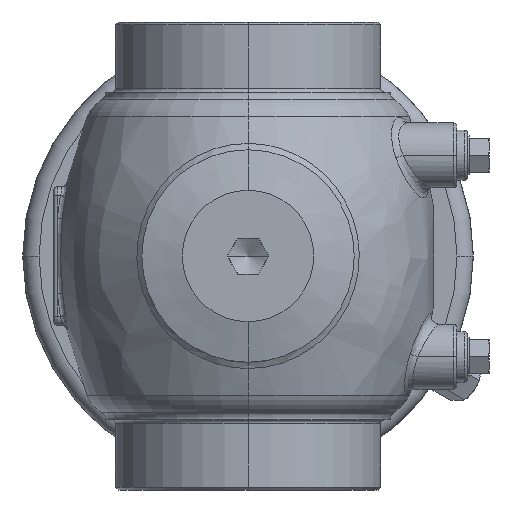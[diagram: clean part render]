
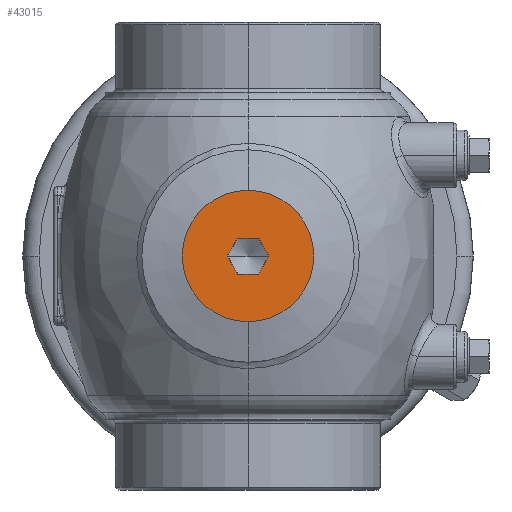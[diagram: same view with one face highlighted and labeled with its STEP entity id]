
A CAD part, left-side view. The second image highlights one B-rep face of the part: STEP entity #43015.
In plain terms, the highlighted planar face has unit normal (-1, 0, 0).
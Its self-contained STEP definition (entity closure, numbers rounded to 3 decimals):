
#15609=CARTESIAN_POINT('',(-183.2,0.,0.));
#15610=DIRECTION('',(-1.,0.,0.));
#15611=DIRECTION('',(0.,0.,-1.));
#15612=AXIS2_PLACEMENT_3D('',#15609,#15610,#15611);
#15614=CARTESIAN_POINT('',(-183.2,0.,0.));
#15615=DIRECTION('',(1.,0.,0.));
#15616=DIRECTION('',(0.,0.,-1.));
#15617=AXIS2_PLACEMENT_3D('',#15614,#15615,#15616);
#15619=DIRECTION('',(0.,0.5,0.866));
#15620=VECTOR('',#15619,5.774);
#15621=CARTESIAN_POINT('',(-183.2,-5.774,0.));
#15622=LINE('',#15621,#15620);
#15623=DIRECTION('',(0.,1.,0.));
#15624=VECTOR('',#15623,5.773);
#15625=CARTESIAN_POINT('',(-183.2,-2.886,5.));
#15626=LINE('',#15625,#15624);
#15627=DIRECTION('',(0.,0.5,-0.866));
#15628=VECTOR('',#15627,5.774);
#15629=CARTESIAN_POINT('',(-183.2,2.886,5.));
#15630=LINE('',#15629,#15628);
#15631=DIRECTION('',(0.,-0.5,-0.866));
#15632=VECTOR('',#15631,5.774);
#15633=CARTESIAN_POINT('',(-183.2,5.774,0.));
#15634=LINE('',#15633,#15632);
#15635=DIRECTION('',(0.,-1.,0.));
#15636=VECTOR('',#15635,5.773);
#15637=CARTESIAN_POINT('',(-183.2,2.886,-5.));
#15638=LINE('',#15637,#15636);
#15639=DIRECTION('',(0.,-0.5,0.866));
#15640=VECTOR('',#15639,5.774);
#15641=CARTESIAN_POINT('',(-183.2,-2.886,-5.));
#15642=LINE('',#15641,#15640);
#19425=CARTESIAN_POINT('',(-183.2,0.,-18.25));
#19426=VERTEX_POINT('',#19425);
#19431=CARTESIAN_POINT('',(-183.2,0.,18.25));
#19432=VERTEX_POINT('',#19431);
#19433=CARTESIAN_POINT('',(-183.2,-5.774,0.));
#19434=CARTESIAN_POINT('',(-183.2,-2.886,5.));
#19435=VERTEX_POINT('',#19433);
#19436=VERTEX_POINT('',#19434);
#19437=CARTESIAN_POINT('',(-183.2,2.886,5.));
#19438=VERTEX_POINT('',#19437);
#19439=CARTESIAN_POINT('',(-183.2,5.774,0.));
#19440=VERTEX_POINT('',#19439);
#19441=CARTESIAN_POINT('',(-183.2,2.886,-5.));
#19442=VERTEX_POINT('',#19441);
#19443=CARTESIAN_POINT('',(-183.2,-2.886,-5.));
#19444=VERTEX_POINT('',#19443);
#42992=CARTESIAN_POINT('',(-183.2,0.,0.));
#42993=DIRECTION('',(1.,0.,0.));
#42994=DIRECTION('',(0.,0.,1.));
#42995=AXIS2_PLACEMENT_3D('',#42992,#42993,#42994);
#42996=PLANE('',#42995);
#42997=ORIENTED_EDGE('',*,*,#42985,.F.);
#42998=ORIENTED_EDGE('',*,*,#42974,.T.);
#42999=EDGE_LOOP('',(#42997,#42998));
#43000=FACE_OUTER_BOUND('',#42999,.F.);
#43002=ORIENTED_EDGE('',*,*,#43001,.T.);
#43004=ORIENTED_EDGE('',*,*,#43003,.T.);
#43006=ORIENTED_EDGE('',*,*,#43005,.T.);
#43008=ORIENTED_EDGE('',*,*,#43007,.T.);
#43010=ORIENTED_EDGE('',*,*,#43009,.T.);
#43012=ORIENTED_EDGE('',*,*,#43011,.T.);
#43013=EDGE_LOOP('',(#43002,#43004,#43006,#43008,#43010,#43012));
#43014=FACE_BOUND('',#43013,.F.);
#43015=ADVANCED_FACE('',(#43000,#43014),#42996,.F.);
#15613=CIRCLE('',#15612,18.25);
#15618=CIRCLE('',#15617,18.25);
#42974=EDGE_CURVE('',#19426,#19432,#15618,.T.);
#42985=EDGE_CURVE('',#19426,#19432,#15613,.T.);
#43001=EDGE_CURVE('',#19435,#19436,#15622,.T.);
#43003=EDGE_CURVE('',#19436,#19438,#15626,.T.);
#43005=EDGE_CURVE('',#19438,#19440,#15630,.T.);
#43007=EDGE_CURVE('',#19440,#19442,#15634,.T.);
#43009=EDGE_CURVE('',#19442,#19444,#15638,.T.);
#43011=EDGE_CURVE('',#19444,#19435,#15642,.T.);
